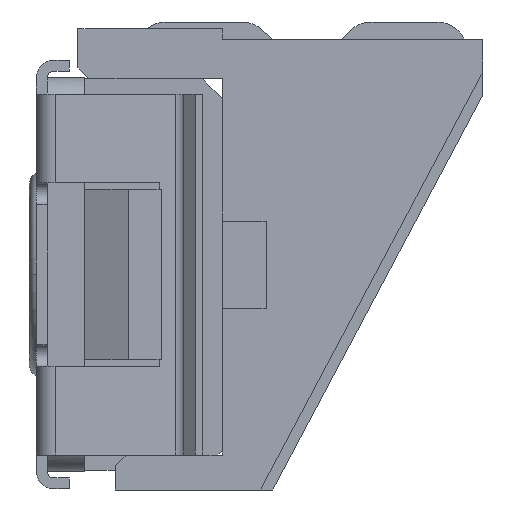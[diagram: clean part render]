
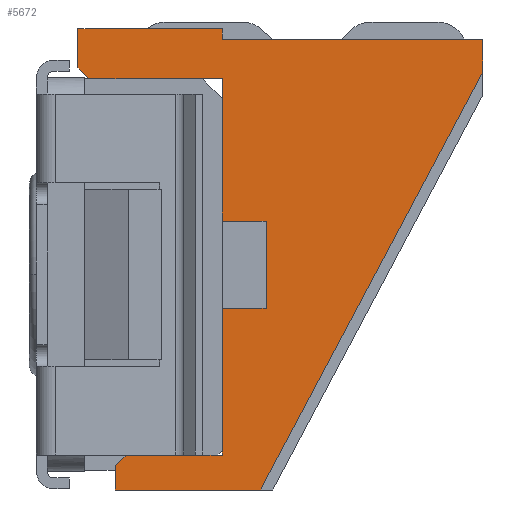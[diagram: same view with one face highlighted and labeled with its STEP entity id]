
A CAD part, left-side view. The second image highlights one B-rep face of the part: STEP entity #5672.
In plain terms, the highlighted planar face has unit normal (-1, 0, 0).
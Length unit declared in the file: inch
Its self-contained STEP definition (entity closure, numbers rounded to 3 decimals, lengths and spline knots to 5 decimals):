
#277=DIRECTION('',(0.,1.,0.));
#278=VECTOR('',#277,0.119);
#279=CARTESIAN_POINT('',(-0.097,-0.119,0.206));
#280=LINE('',#279,#278);
#847=DIRECTION('',(0.,-1.,0.));
#848=VECTOR('',#847,0.00479);
#849=CARTESIAN_POINT('',(-0.097,0.01514,0.016));
#850=LINE('',#849,#848);
#851=DIRECTION('',(0.,-1.,0.));
#852=VECTOR('',#851,0.01035);
#853=CARTESIAN_POINT('',(-0.097,0.01035,0.016));
#854=LINE('',#853,#852);
#855=DIRECTION('',(0.,0.,-1.));
#856=VECTOR('',#855,0.067);
#857=CARTESIAN_POINT('',(-0.097,0.,0.083));
#858=LINE('',#857,#856);
#859=DIRECTION('',(0.,-1.,0.));
#860=VECTOR('',#859,0.02);
#861=CARTESIAN_POINT('',(-0.097,0.,0.083));
#862=LINE('',#861,#860);
#863=DIRECTION('',(0.,0.,1.));
#864=VECTOR('',#863,0.04);
#865=CARTESIAN_POINT('',(-0.097,-0.02,0.083));
#866=LINE('',#865,#864);
#867=DIRECTION('',(0.,1.,0.));
#868=VECTOR('',#867,0.02);
#869=CARTESIAN_POINT('',(-0.097,-0.02,0.123));
#870=LINE('',#869,#868);
#871=DIRECTION('',(0.,0.,-1.));
#872=VECTOR('',#871,0.065);
#873=CARTESIAN_POINT('',(-0.097,0.,0.188));
#874=LINE('',#873,#872);
#875=DIRECTION('',(0.,-1.,0.));
#876=VECTOR('',#875,0.066);
#877=CARTESIAN_POINT('',(-0.097,0.066,0.211));
#878=LINE('',#877,#876);
#879=DIRECTION('',(0.,0.,-1.));
#880=VECTOR('',#879,0.005);
#881=CARTESIAN_POINT('',(-0.097,0.,0.211));
#882=LINE('',#881,#880);
#883=DIRECTION('',(0.,0.,-1.));
#884=VECTOR('',#883,0.015);
#885=CARTESIAN_POINT('',(-0.097,-0.119,0.206));
#886=LINE('',#885,#884);
#887=DIRECTION('',(0.,0.469,-0.883));
#888=VECTOR('',#887,0.21632);
#889=CARTESIAN_POINT('',(-0.097,-0.119,0.191));
#890=LINE('',#889,#888);
#891=DIRECTION('',(0.,1.,0.));
#892=VECTOR('',#891,0.06644);
#893=CARTESIAN_POINT('',(-0.097,-0.01744,0.));
#894=LINE('',#893,#892);
#895=DIRECTION('',(0.,0.,1.));
#896=VECTOR('',#895,0.011);
#897=CARTESIAN_POINT('',(-0.097,0.049,0.));
#898=LINE('',#897,#896);
#899=DIRECTION('',(0.,-1.,0.));
#900=VECTOR('',#899,0.02886);
#901=CARTESIAN_POINT('',(-0.097,0.044,0.016));
#902=LINE('',#901,#900);
#2294=DIRECTION('',(0.,-1.,0.));
#2295=VECTOR('',#2294,0.061);
#2296=CARTESIAN_POINT('',(-0.097,0.061,0.188));
#2297=LINE('',#2296,#2295);
#2322=DIRECTION('',(0.,-0.707,-0.707));
#2323=VECTOR('',#2322,0.00707);
#2324=CARTESIAN_POINT('',(-0.097,0.066,0.193));
#2325=LINE('',#2324,#2323);
#2342=DIRECTION('',(0.,0.,-1.));
#2343=VECTOR('',#2342,0.018);
#2344=CARTESIAN_POINT('',(-0.097,0.066,0.211));
#2345=LINE('',#2344,#2343);
#2825=DIRECTION('',(0.,-0.707,0.707));
#2826=VECTOR('',#2825,0.00707);
#2827=CARTESIAN_POINT('',(-0.097,0.049,0.011));
#2828=LINE('',#2827,#2826);
#3436=CARTESIAN_POINT('',(-0.097,-0.119,0.206));
#3437=CARTESIAN_POINT('',(-0.097,-0.119,0.191));
#3438=VERTEX_POINT('',#3436);
#3439=VERTEX_POINT('',#3437);
#3440=CARTESIAN_POINT('',(-0.097,-0.01744,0.));
#3441=VERTEX_POINT('',#3440);
#3442=CARTESIAN_POINT('',(-0.097,0.049,0.));
#3443=VERTEX_POINT('',#3442);
#3453=CARTESIAN_POINT('',(-0.097,0.,0.188));
#3455=VERTEX_POINT('',#3453);
#3510=CARTESIAN_POINT('',(-0.097,0.,0.016));
#3511=VERTEX_POINT('',#3510);
#3584=CARTESIAN_POINT('',(-0.097,0.049,0.011));
#3585=CARTESIAN_POINT('',(-0.097,0.044,0.016));
#3586=VERTEX_POINT('',#3584);
#3587=VERTEX_POINT('',#3585);
#3628=CARTESIAN_POINT('',(-0.097,0.066,0.211));
#3629=CARTESIAN_POINT('',(-0.097,0.,0.211));
#3630=VERTEX_POINT('',#3628);
#3631=VERTEX_POINT('',#3629);
#3640=CARTESIAN_POINT('',(-0.097,0.,0.206));
#3641=VERTEX_POINT('',#3640);
#3658=CARTESIAN_POINT('',(-0.097,0.,0.083));
#3659=CARTESIAN_POINT('',(-0.097,-0.02,0.083));
#3660=VERTEX_POINT('',#3658);
#3661=VERTEX_POINT('',#3659);
#3662=CARTESIAN_POINT('',(-0.097,-0.02,0.123));
#3663=VERTEX_POINT('',#3662);
#3664=CARTESIAN_POINT('',(-0.097,0.,0.123));
#3665=VERTEX_POINT('',#3664);
#3667=CARTESIAN_POINT('',(-0.097,0.066,0.193));
#3669=VERTEX_POINT('',#3667);
#3670=CARTESIAN_POINT('',(-0.097,0.061,0.188));
#3671=VERTEX_POINT('',#3670);
#3856=CARTESIAN_POINT('',(-0.097,0.01514,0.016));
#3857=CARTESIAN_POINT('',(-0.097,0.01035,0.016));
#3858=VERTEX_POINT('',#3856);
#3859=VERTEX_POINT('',#3857);
#5633=CARTESIAN_POINT('',(-0.097,0.,0.));
#5634=DIRECTION('',(1.,0.,0.));
#5635=DIRECTION('',(0.,-1.,0.));
#5636=AXIS2_PLACEMENT_3D('',#5633,#5634,#5635);
#5637=PLANE('',#5636);
#5638=ORIENTED_EDGE('',*,*,#5560,.T.);
#5640=ORIENTED_EDGE('',*,*,#5639,.T.);
#5642=ORIENTED_EDGE('',*,*,#5641,.F.);
#5644=ORIENTED_EDGE('',*,*,#5643,.T.);
#5646=ORIENTED_EDGE('',*,*,#5645,.T.);
#5648=ORIENTED_EDGE('',*,*,#5647,.T.);
#5650=ORIENTED_EDGE('',*,*,#5649,.F.);
#5652=ORIENTED_EDGE('',*,*,#5651,.F.);
#5654=ORIENTED_EDGE('',*,*,#5653,.F.);
#5656=ORIENTED_EDGE('',*,*,#5655,.F.);
#5658=ORIENTED_EDGE('',*,*,#5657,.T.);
#5660=ORIENTED_EDGE('',*,*,#5659,.T.);
#5661=ORIENTED_EDGE('',*,*,#4920,.F.);
#5662=ORIENTED_EDGE('',*,*,#5493,.T.);
#5663=ORIENTED_EDGE('',*,*,#5466,.T.);
#5664=ORIENTED_EDGE('',*,*,#5423,.T.);
#5665=ORIENTED_EDGE('',*,*,#4767,.T.);
#5667=ORIENTED_EDGE('',*,*,#5666,.T.);
#5669=ORIENTED_EDGE('',*,*,#5668,.T.);
#5670=EDGE_LOOP('',(#5638,#5640,#5642,#5644,#5646,#5648,#5650,#5652,#5654,#5656,
#5658,#5660,#5661,#5662,#5663,#5664,#5665,#5667,#5669));
#5671=FACE_OUTER_BOUND('',#5670,.F.);
#5672=ADVANCED_FACE('',(#5671),#5637,.F.);
#4767=EDGE_CURVE('',#3443,#3586,#898,.T.);
#4920=EDGE_CURVE('',#3438,#3641,#280,.T.);
#5423=EDGE_CURVE('',#3441,#3443,#894,.T.);
#5466=EDGE_CURVE('',#3439,#3441,#890,.T.);
#5493=EDGE_CURVE('',#3438,#3439,#886,.T.);
#5560=EDGE_CURVE('',#3858,#3859,#850,.T.);
#5639=EDGE_CURVE('',#3859,#3511,#854,.T.);
#5641=EDGE_CURVE('',#3660,#3511,#858,.T.);
#5643=EDGE_CURVE('',#3660,#3661,#862,.T.);
#5645=EDGE_CURVE('',#3661,#3663,#866,.T.);
#5647=EDGE_CURVE('',#3663,#3665,#870,.T.);
#5649=EDGE_CURVE('',#3455,#3665,#874,.T.);
#5651=EDGE_CURVE('',#3671,#3455,#2297,.T.);
#5653=EDGE_CURVE('',#3669,#3671,#2325,.T.);
#5655=EDGE_CURVE('',#3630,#3669,#2345,.T.);
#5657=EDGE_CURVE('',#3630,#3631,#878,.T.);
#5659=EDGE_CURVE('',#3631,#3641,#882,.T.);
#5666=EDGE_CURVE('',#3586,#3587,#2828,.T.);
#5668=EDGE_CURVE('',#3587,#3858,#902,.T.);
